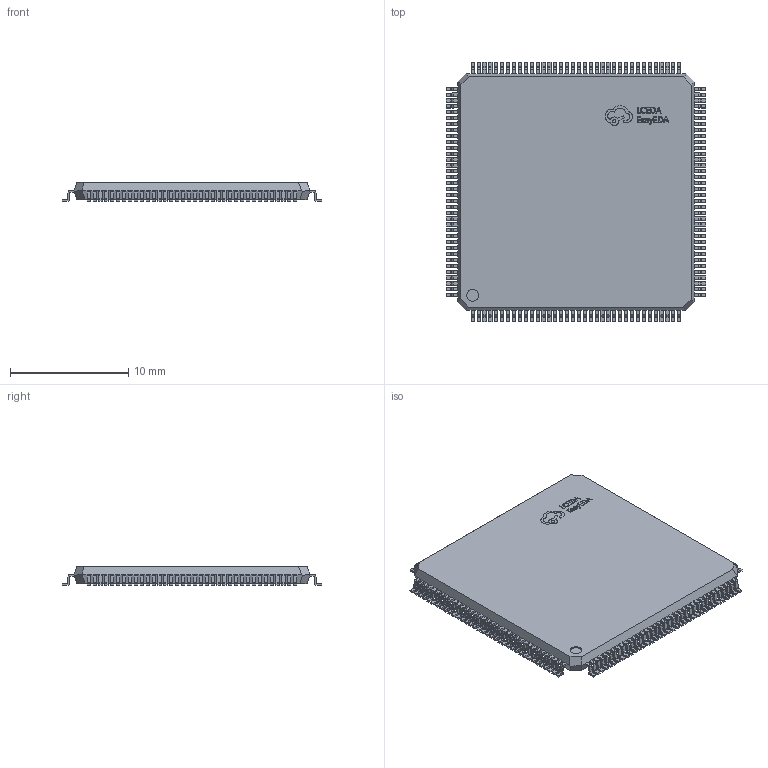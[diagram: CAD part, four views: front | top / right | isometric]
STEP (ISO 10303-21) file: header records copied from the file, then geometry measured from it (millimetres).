
FILE_DESCRIPTION (( 'STEP AP214' ), '1' );
FILE_NAME ('TQFP-144_L20.0-W20.0-P0.50-LS22.0-BL.step', '2022-07-09T05:26:08', ( '' ), ( '' ), 'SwSTEP 2.0', 'SolidWorks 2020', '' );
FILE_SCHEMA (( 'AUTOMOTIVE_DESIGN' ));
Length unit declared in the file: millimetre
Products named in the file (1): TQFP-144_L20.0-W20.0-P0.50-LS22.0-BL
Bounding box: 22 x 22 x 1.6 mm (x, y, z)
Volume: 574 mm3; surface area: 1079.7 mm2
Topology: 1 solids, 1 shells, 2124 faces, 6049 edges, 3954 vertices
Faces by surface type: plane 1448, cylinder 578, bspline 98
Entity records: 71959 total; most frequent: CARTESIAN_POINT 13630, ORIENTED_EDGE 12098, DIRECTION 11045, EDGE_CURVE 6049, VECTOR 4679, LINE 4679, VERTEX_POINT 3954, AXIS2_PLACEMENT_3D 3183
